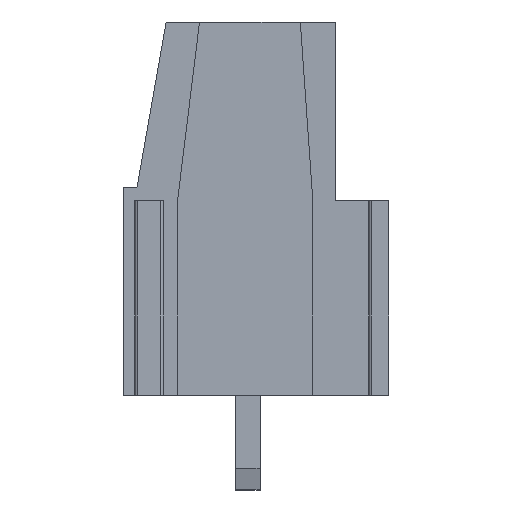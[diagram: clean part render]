
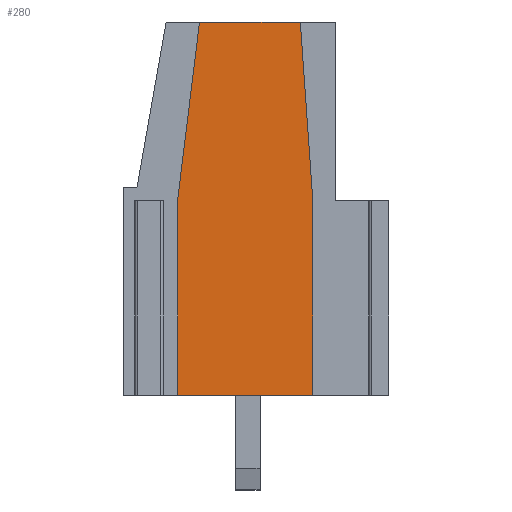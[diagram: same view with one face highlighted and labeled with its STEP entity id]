
A CAD part, left-side view. The second image highlights one B-rep face of the part: STEP entity #280.
In plain terms, the highlighted planar face has unit normal (-1, 0, 0).
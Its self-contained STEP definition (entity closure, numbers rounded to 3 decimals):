
#280 = ADVANCED_FACE( '', ( #664 ), #665, .F. );
#664 = FACE_OUTER_BOUND( '', #1172, .T. );
#665 = PLANE( '', #1173 );
#1172 = EDGE_LOOP( '', ( #1742, #1743, #1744, #1745, #1746, #1747 ) );
#1173 = AXIS2_PLACEMENT_3D( '', #1748, #1749, #1750 );
#1742 = ORIENTED_EDGE( '', *, *, #3297, .T. );
#1743 = ORIENTED_EDGE( '', *, *, #3298, .F. );
#1744 = ORIENTED_EDGE( '', *, *, #3299, .F. );
#1745 = ORIENTED_EDGE( '', *, *, #3300, .F. );
#1746 = ORIENTED_EDGE( '', *, *, #3301, .T. );
#1747 = ORIENTED_EDGE( '', *, *, #3302, .T. );
#1748 = CARTESIAN_POINT( '', ( -3.11, 19.914, -5.23 ) );
#1749 = DIRECTION( '', ( 1., 0., 0. ) );
#1750 = DIRECTION( '', ( 0., -1., 0. ) );
#3297 = EDGE_CURVE( '', #3989, #3990, #3991, .T. );
#3298 = EDGE_CURVE( '', #3992, #3990, #3993, .T. );
#3299 = EDGE_CURVE( '', #3994, #3992, #3995, .T. );
#3300 = EDGE_CURVE( '', #3996, #3994, #3997, .T. );
#3301 = EDGE_CURVE( '', #3996, #3998, #3999, .T. );
#3302 = EDGE_CURVE( '', #3998, #3989, #4000, .T. );
#3989 = VERTEX_POINT( '', #4986 );
#3990 = VERTEX_POINT( '', #4987 );
#3991 = LINE( '', #4988, #4989 );
#3992 = VERTEX_POINT( '', #4990 );
#3993 = LINE( '', #4991, #4992 );
#3994 = VERTEX_POINT( '', #4993 );
#3995 = LINE( '', #4994, #4995 );
#3996 = VERTEX_POINT( '', #4996 );
#3997 = LINE( '', #4997, #4998 );
#3998 = VERTEX_POINT( '', #4999 );
#3999 = LINE( '', #5000, #5001 );
#4000 = LINE( '', #5002, #5003 );
#4986 = CARTESIAN_POINT( '', ( -3.11, -2.81, 13.8 ) );
#4987 = CARTESIAN_POINT( '', ( -3.11, -2., 7.2 ) );
#4988 = CARTESIAN_POINT( '', ( -3.11, 0.296, -11.5 ) );
#4989 = VECTOR( '', #6233, 1000. );
#4990 = CARTESIAN_POINT( '', ( -3.11, -2., 0. ) );
#4991 = CARTESIAN_POINT( '', ( -3.11, -2., -11.5 ) );
#4992 = VECTOR( '', #6234, 1000. );
#4993 = CARTESIAN_POINT( '', ( -3.11, -7., 0. ) );
#4994 = CARTESIAN_POINT( '', ( -3.11, 0., 0. ) );
#4995 = VECTOR( '', #6235, 1000. );
#4996 = CARTESIAN_POINT( '', ( -3.11, -7., 7.2 ) );
#4997 = CARTESIAN_POINT( '', ( -3.11, -7., -11.5 ) );
#4998 = VECTOR( '', #6236, 1000. );
#4999 = CARTESIAN_POINT( '', ( -3.11, -6.538, 13.8 ) );
#5000 = CARTESIAN_POINT( '', ( -3.11, -8.308, -11.5 ) );
#5001 = VECTOR( '', #6237, 1000. );
#5002 = CARTESIAN_POINT( '', ( -3.11, 0., 13.8 ) );
#5003 = VECTOR( '', #6238, 1000. );
#6233 = DIRECTION( '', ( 0., 0.122, -0.993 ) );
#6234 = DIRECTION( '', ( 0., 0., 1. ) );
#6235 = DIRECTION( '', ( 0., 1., 0. ) );
#6236 = DIRECTION( '', ( 0., 0., -1. ) );
#6237 = DIRECTION( '', ( 0., 0.07, 0.998 ) );
#6238 = DIRECTION( '', ( 0., 1., 0. ) );
